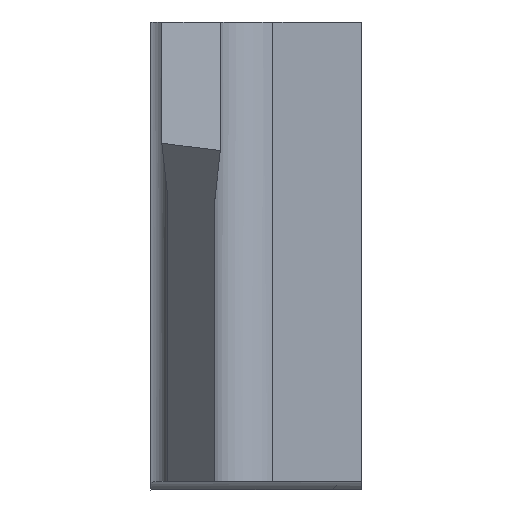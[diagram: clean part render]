
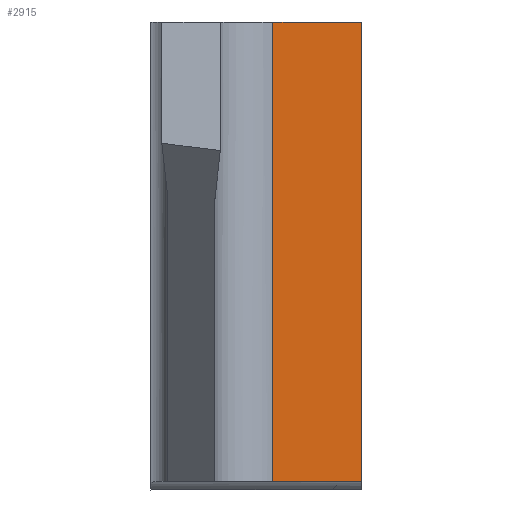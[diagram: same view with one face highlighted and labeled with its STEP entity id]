
A CAD part, front view. The second image highlights one B-rep face of the part: STEP entity #2915.
In plain terms, the highlighted planar face has unit normal (0, -1, 0).
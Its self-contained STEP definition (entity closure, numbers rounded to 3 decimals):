
#90=CARTESIAN_POINT('',(3.6,14.764,-7.85));
#91=DIRECTION('',(0.,0.,1.));
#92=VECTOR('',#91,7.85);
#93=LINE('',#90,#92);
#94=CARTESIAN_POINT('',(3.6,14.764,-7.85));
#95=VERTEX_POINT('',#94);
#96=CARTESIAN_POINT('',(3.6,14.764,0.));
#97=VERTEX_POINT('',#96);
#98=EDGE_CURVE('',#95,#97,#93,.T.);
#583=CARTESIAN_POINT('',(2.09,14.764,-7.85));
#584=VERTEX_POINT('',#583);
#595=CARTESIAN_POINT('',(2.09,14.764,-7.85));
#596=DIRECTION('',(1.,0.,0.));
#597=VECTOR('',#596,1.51);
#598=LINE('',#595,#597);
#599=EDGE_CURVE('',#584,#95,#598,.T.);
#1174=CARTESIAN_POINT('',(2.09,14.764,0.));
#1175=VERTEX_POINT('',#1174);
#1186=CARTESIAN_POINT('',(2.09,14.764,-7.85));
#1187=DIRECTION('',(0.,0.,1.));
#1188=VECTOR('',#1187,7.85);
#1189=LINE('',#1186,#1188);
#1190=EDGE_CURVE('',#584,#1175,#1189,.T.);
#2716=CARTESIAN_POINT('',(3.6,14.764,0.));
#2717=DIRECTION('',(-1.,0.,0.));
#2718=VECTOR('',#2717,1.51);
#2719=LINE('',#2716,#2718);
#2720=EDGE_CURVE('',#97,#1175,#2719,.T.);
#2872=CARTESIAN_POINT('',(3.245,14.764,-4.4));
#2873=DIRECTION('',(0.,1.,0.));
#2874=DIRECTION('',(0.,0.,1.));
#2875=AXIS2_PLACEMENT_3D('',#2872,#2873,#2874);
#2876=PLANE('',#2875);
#2877=ORIENTED_EDGE('Edge 1264',*,*,#1190,.F.);
#2886=ORIENTED_EDGE('Edge 205',*,*,#2720,.T.);
#2895=ORIENTED_EDGE('Edge 85',*,*,#98,.T.);
#2904=ORIENTED_EDGE('Edge 1279',*,*,#599,.T.);
#2913=EDGE_LOOP('',(#2904,#2895,#2886,#2877));
#2914=FACE_OUTER_BOUND('Loop 1280',#2913,.T.);
#2915=ADVANCED_FACE('Face 1281',(#2914),#2876,.F.);
